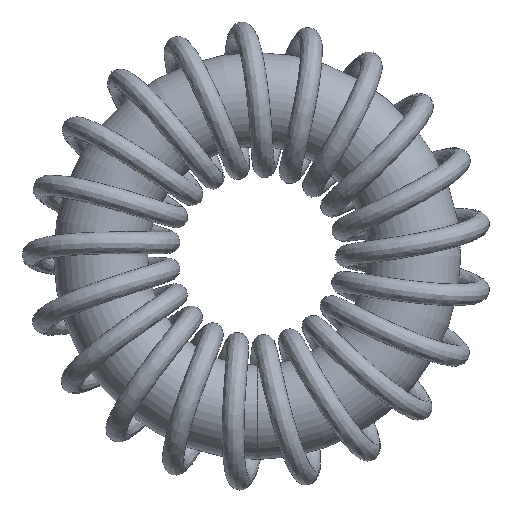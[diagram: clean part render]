
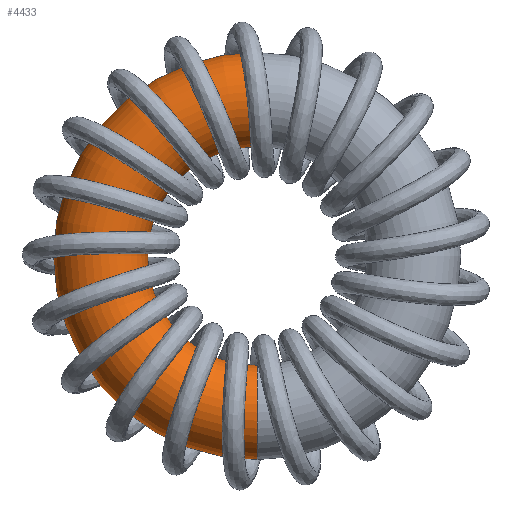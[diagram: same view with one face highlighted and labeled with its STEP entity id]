
A CAD part, front view. The second image highlights one B-rep face of the part: STEP entity #4433.
In plain terms, the highlighted toroidal (fillet/blend) face has major radius 5 mm and minor radius 1.5 mm.
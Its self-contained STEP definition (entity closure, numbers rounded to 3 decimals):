
#47 = DIRECTION ( 'NONE',  ( 0., 0., 1. ) ) ;
#100 = AXIS2_PLACEMENT_3D ( 'NONE', #1055, #1034, #890 ) ;
#241 = AXIS2_PLACEMENT_3D ( 'NONE', #4333, #1545, #4813 ) ;
#308 = DIRECTION ( 'NONE',  ( 0., 0., -1. ) ) ;
#530 = VERTEX_POINT ( 'NONE', #4212 ) ;
#534 = EDGE_CURVE ( 'NONE', #3525, #530, #604, .T. ) ;
#604 = CIRCLE ( 'NONE', #100, 1.5 ) ;
#675 = CIRCLE ( 'NONE', #4636, 6.5 ) ;
#682 = ORIENTED_EDGE ( 'NONE', *, *, #3356, .F. ) ;
#890 = DIRECTION ( 'NONE',  ( 0., 0., -1. ) ) ;
#986 = DIRECTION ( 'NONE',  ( 0., -1., 0. ) ) ;
#1034 = DIRECTION ( 'NONE',  ( 1., 0., 0. ) ) ;
#1055 = CARTESIAN_POINT ( 'NONE',  ( 0., 0., 5. ) ) ;
#1103 = AXIS2_PLACEMENT_3D ( 'NONE', #5679, #2851, #47 ) ;
#1349 = EDGE_LOOP ( 'NONE', ( #2068, #5011, #5892, #682 ) ) ;
#1420 = AXIS2_PLACEMENT_3D ( 'NONE', #5182, #986, #4247 ) ;
#1545 = DIRECTION ( 'NONE',  ( 0., -1., 0. ) ) ;
#1919 = CARTESIAN_POINT ( 'NONE',  ( 0., 0., -3.5 ) ) ;
#2068 = ORIENTED_EDGE ( 'NONE', *, *, #534, .F. ) ;
#2851 = DIRECTION ( 'NONE',  ( -1., 0., 0. ) ) ;
#3108 = DIRECTION ( 'NONE',  ( 0., -1., 0. ) ) ;
#3356 = EDGE_CURVE ( 'NONE', #530, #4709, #5744, .T. ) ;
#3525 = VERTEX_POINT ( 'NONE', #4793 ) ;
#3668 = FACE_OUTER_BOUND ( 'NONE', #1349, .T. ) ;
#3864 = CIRCLE ( 'NONE', #1103, 1.5 ) ;
#4212 = CARTESIAN_POINT ( 'NONE',  ( 0., 0., 3.5 ) ) ;
#4247 = DIRECTION ( 'NONE',  ( 0., 0., -1. ) ) ;
#4258 = VERTEX_POINT ( 'NONE', #4395 ) ;
#4333 = CARTESIAN_POINT ( 'NONE',  ( 0., 0., 0. ) ) ;
#4395 = CARTESIAN_POINT ( 'NONE',  ( 0., 0., -6.5 ) ) ;
#4433 = ADVANCED_FACE ( 'NONE', ( #3668 ), #5122, .T. ) ;
#4437 = EDGE_CURVE ( 'NONE', #4258, #4709, #3864, .T. ) ;
#4636 = AXIS2_PLACEMENT_3D ( 'NONE', #5928, #3108, #308 ) ;
#4709 = VERTEX_POINT ( 'NONE', #1919 ) ;
#4793 = CARTESIAN_POINT ( 'NONE',  ( 0., 0., 6.5 ) ) ;
#4813 = DIRECTION ( 'NONE',  ( 0., 0., -1. ) ) ;
#5011 = ORIENTED_EDGE ( 'NONE', *, *, #5573, .T. ) ;
#5122 = TOROIDAL_SURFACE ( 'NONE', #1420, 5., 1.5 ) ;
#5182 = CARTESIAN_POINT ( 'NONE',  ( 0., 0., 0. ) ) ;
#5573 = EDGE_CURVE ( 'NONE', #3525, #4258, #675, .T. ) ;
#5679 = CARTESIAN_POINT ( 'NONE',  ( 0., 0., -5. ) ) ;
#5744 = CIRCLE ( 'NONE', #241, 3.5 ) ;
#5892 = ORIENTED_EDGE ( 'NONE', *, *, #4437, .T. ) ;
#5928 = CARTESIAN_POINT ( 'NONE',  ( 0., 0., 0. ) ) ;
